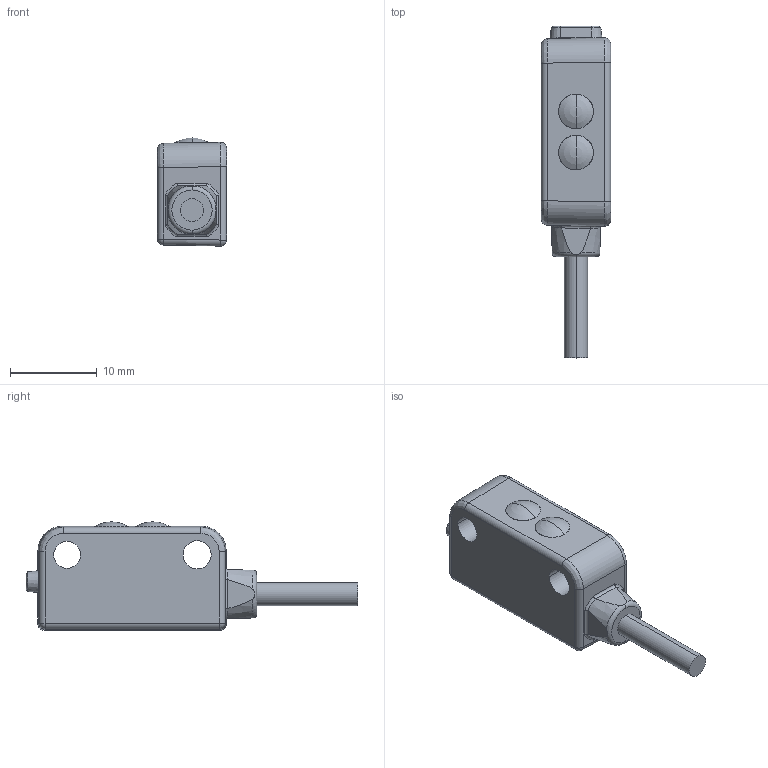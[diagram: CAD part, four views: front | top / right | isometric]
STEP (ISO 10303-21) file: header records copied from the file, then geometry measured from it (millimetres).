
FILE_DESCRIPTION((''),'2;1');
FILE_NAME('141132_SW','2008-06-18T',('banengservice'),('BANNER ENGINEERING'),'PRO/ENGINEER BY PARAMETRIC TECHNOLOGY CORPORATION, 2006170','PRO/ENGINEER BY PARAMETRIC TECHNOLOGY CORPORATION, 2006170','');
FILE_SCHEMA(('CONFIG_CONTROL_DESIGN'));
Length unit declared in the file: inch
Products named in the file (1): 141132_SW
Bounding box: 8 x 38.31 x 12.49 mm (x, y, z)
Volume: 2067.3 mm3; surface area: 1286.7 mm2
Topology: 1 solids, 1 shells, 111 faces, 260 edges, 150 vertices
Faces by surface type: cylinder 43, plane 22, bspline 14, torus 12, sphere 10, cone 10
Entity records: 4412 total; most frequent: CARTESIAN_POINT 1985, ORIENTED_EDGE 508, DIRECTION 482, EDGE_CURVE 254, AXIS2_PLACEMENT_3D 199, VERTEX_POINT 150, EDGE_LOOP 120, FACE_OUTER_BOUND 111
